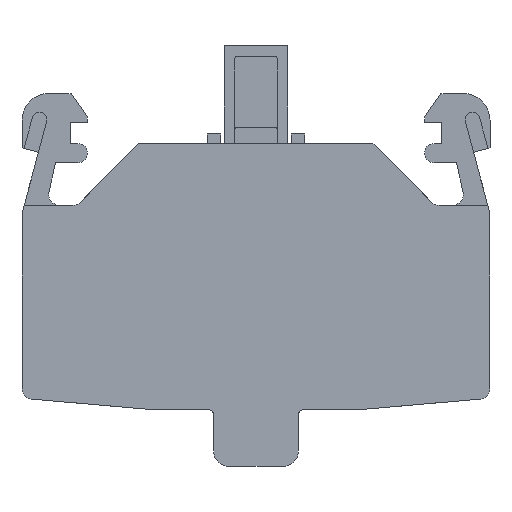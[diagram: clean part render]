
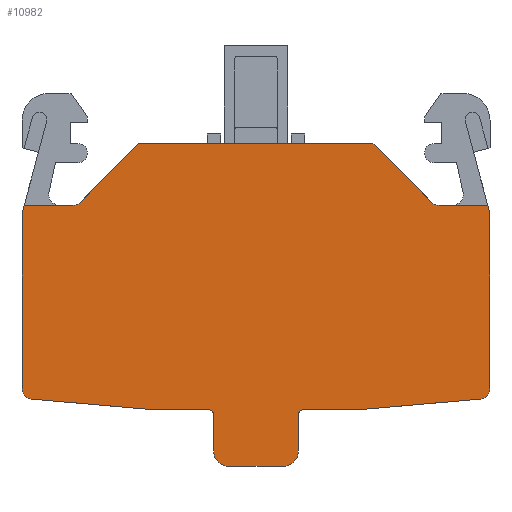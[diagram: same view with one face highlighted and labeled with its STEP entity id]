
A CAD part, front view. The second image highlights one B-rep face of the part: STEP entity #10982.
In plain terms, the highlighted planar face has unit normal (0, -1, 0).
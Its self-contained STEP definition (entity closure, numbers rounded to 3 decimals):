
#225=FACE_OUTER_BOUND('',#821,.T.);
#821=EDGE_LOOP('',(#7208,#7209,#7210,#7211,#7212,#7213,#7214,#7215,#7216,
#7217,#7218,#7219,#7220,#7221,#7222,#7223,#7224,#7225,#7226,#7227,#7228,
#7229,#7230,#7231));
#1447=CIRCLE('',#11610,1.);
#1448=CIRCLE('',#11611,0.5);
#1449=CIRCLE('',#11612,1.45);
#1450=CIRCLE('',#11613,1.45);
#1451=CIRCLE('',#11614,0.5);
#1452=CIRCLE('',#11615,1.);
#1453=CIRCLE('',#11616,1.);
#1454=CIRCLE('',#11617,1.);
#1666=LINE('',#15463,#3060);
#1667=LINE('',#15465,#3061);
#1668=LINE('',#15469,#3062);
#1669=LINE('',#15471,#3063);
#1670=LINE('',#15475,#3064);
#1671=LINE('',#15479,#3065);
#1672=LINE('',#15483,#3066);
#1673=LINE('',#15487,#3067);
#1674=LINE('',#15489,#3068);
#1675=LINE('',#15493,#3069);
#1676=LINE('',#15495,#3070);
#1677=LINE('',#15497,#3071);
#1678=LINE('',#15501,#3072);
#1679=LINE('',#15503,#3073);
#1680=LINE('',#15505,#3074);
#1681=LINE('',#15508,#3075);
#3060=VECTOR('',#12431,10.);
#3061=VECTOR('',#12432,10.);
#3062=VECTOR('',#12435,10.);
#3063=VECTOR('',#12436,10.);
#3064=VECTOR('',#12439,10.);
#3065=VECTOR('',#12442,10.);
#3066=VECTOR('',#12445,10.);
#3067=VECTOR('',#12448,10.);
#3068=VECTOR('',#12449,10.);
#3069=VECTOR('',#12452,10.);
#3070=VECTOR('',#12453,10.);
#3071=VECTOR('',#12454,10.);
#3072=VECTOR('',#12457,10.);
#3073=VECTOR('',#12458,10.);
#3074=VECTOR('',#12459,10.);
#3075=VECTOR('',#12462,10.);
#4454=VERTEX_POINT('',#15461);
#4455=VERTEX_POINT('',#15462);
#4456=VERTEX_POINT('',#15464);
#4457=VERTEX_POINT('',#15466);
#4458=VERTEX_POINT('',#15468);
#4459=VERTEX_POINT('',#15470);
#4460=VERTEX_POINT('',#15472);
#4461=VERTEX_POINT('',#15474);
#4462=VERTEX_POINT('',#15476);
#4463=VERTEX_POINT('',#15478);
#4464=VERTEX_POINT('',#15480);
#4465=VERTEX_POINT('',#15482);
#4466=VERTEX_POINT('',#15484);
#4467=VERTEX_POINT('',#15486);
#4468=VERTEX_POINT('',#15488);
#4469=VERTEX_POINT('',#15490);
#4470=VERTEX_POINT('',#15492);
#4471=VERTEX_POINT('',#15494);
#4472=VERTEX_POINT('',#15496);
#4473=VERTEX_POINT('',#15498);
#4474=VERTEX_POINT('',#15500);
#4475=VERTEX_POINT('',#15502);
#4476=VERTEX_POINT('',#15504);
#4477=VERTEX_POINT('',#15506);
#5554=EDGE_CURVE('',#4454,#4455,#1666,.T.);
#5555=EDGE_CURVE('',#4454,#4456,#1667,.T.);
#5556=EDGE_CURVE('',#4456,#4457,#1447,.T.);
#5557=EDGE_CURVE('',#4457,#4458,#1668,.T.);
#5558=EDGE_CURVE('',#4458,#4459,#1669,.T.);
#5559=EDGE_CURVE('',#4459,#4460,#1448,.T.);
#5560=EDGE_CURVE('',#4460,#4461,#1670,.T.);
#5561=EDGE_CURVE('',#4461,#4462,#1449,.T.);
#5562=EDGE_CURVE('',#4462,#4463,#1671,.T.);
#5563=EDGE_CURVE('',#4463,#4464,#1450,.T.);
#5564=EDGE_CURVE('',#4464,#4465,#1672,.T.);
#5565=EDGE_CURVE('',#4465,#4466,#1451,.T.);
#5566=EDGE_CURVE('',#4466,#4467,#1673,.T.);
#5567=EDGE_CURVE('',#4467,#4468,#1674,.T.);
#5568=EDGE_CURVE('',#4468,#4469,#1452,.T.);
#5569=EDGE_CURVE('',#4469,#4470,#1675,.T.);
#5570=EDGE_CURVE('',#4471,#4470,#1676,.T.);
#5571=EDGE_CURVE('',#4471,#4472,#1677,.T.);
#5572=EDGE_CURVE('',#4472,#4473,#1453,.T.);
#5573=EDGE_CURVE('',#4473,#4474,#1678,.T.);
#5574=EDGE_CURVE('',#4474,#4475,#1679,.T.);
#5575=EDGE_CURVE('',#4475,#4476,#1680,.T.);
#5576=EDGE_CURVE('',#4476,#4477,#1454,.T.);
#5577=EDGE_CURVE('',#4477,#4455,#1681,.T.);
#7208=ORIENTED_EDGE('',*,*,#5554,.F.);
#7209=ORIENTED_EDGE('',*,*,#5555,.T.);
#7210=ORIENTED_EDGE('',*,*,#5556,.T.);
#7211=ORIENTED_EDGE('',*,*,#5557,.T.);
#7212=ORIENTED_EDGE('',*,*,#5558,.T.);
#7213=ORIENTED_EDGE('',*,*,#5559,.T.);
#7214=ORIENTED_EDGE('',*,*,#5560,.T.);
#7215=ORIENTED_EDGE('',*,*,#5561,.T.);
#7216=ORIENTED_EDGE('',*,*,#5562,.T.);
#7217=ORIENTED_EDGE('',*,*,#5563,.T.);
#7218=ORIENTED_EDGE('',*,*,#5564,.T.);
#7219=ORIENTED_EDGE('',*,*,#5565,.T.);
#7220=ORIENTED_EDGE('',*,*,#5566,.T.);
#7221=ORIENTED_EDGE('',*,*,#5567,.T.);
#7222=ORIENTED_EDGE('',*,*,#5568,.T.);
#7223=ORIENTED_EDGE('',*,*,#5569,.T.);
#7224=ORIENTED_EDGE('',*,*,#5570,.F.);
#7225=ORIENTED_EDGE('',*,*,#5571,.T.);
#7226=ORIENTED_EDGE('',*,*,#5572,.T.);
#7227=ORIENTED_EDGE('',*,*,#5573,.T.);
#7228=ORIENTED_EDGE('',*,*,#5574,.T.);
#7229=ORIENTED_EDGE('',*,*,#5575,.T.);
#7230=ORIENTED_EDGE('',*,*,#5576,.T.);
#7231=ORIENTED_EDGE('',*,*,#5577,.T.);
#10516=PLANE('',#11609);
#10982=ADVANCED_FACE('',(#225),#10516,.F.);
#11609=AXIS2_PLACEMENT_3D('',#15460,#12429,#12430);
#11610=AXIS2_PLACEMENT_3D('',#15467,#12433,#12434);
#11611=AXIS2_PLACEMENT_3D('',#15473,#12437,#12438);
#11612=AXIS2_PLACEMENT_3D('',#15477,#12440,#12441);
#11613=AXIS2_PLACEMENT_3D('',#15481,#12443,#12444);
#11614=AXIS2_PLACEMENT_3D('',#15485,#12446,#12447);
#11615=AXIS2_PLACEMENT_3D('',#15491,#12450,#12451);
#11616=AXIS2_PLACEMENT_3D('',#15499,#12455,#12456);
#11617=AXIS2_PLACEMENT_3D('',#15507,#12460,#12461);
#12429=DIRECTION('center_axis',(0.,1.,0.));
#12430=DIRECTION('ref_axis',(-1.,0.,0.));
#12431=DIRECTION('',(0.259,0.,0.966));
#12432=DIRECTION('',(0.,0.,-1.));
#12433=DIRECTION('center_axis',(0.,-1.,0.));
#12434=DIRECTION('ref_axis',(0.087,0.,0.996));
#12435=DIRECTION('',(0.996,0.,-0.087));
#12436=DIRECTION('',(1.,0.,0.));
#12437=DIRECTION('center_axis',(0.,1.,0.));
#12438=DIRECTION('ref_axis',(0.,0.,
1.));
#12439=DIRECTION('',(0.,0.,-1.));
#12440=DIRECTION('center_axis',(0.,-1.,0.));
#12441=DIRECTION('ref_axis',(0.,0.,
1.));
#12442=DIRECTION('',(1.,0.,0.));
#12443=DIRECTION('center_axis',(0.,-1.,0.));
#12444=DIRECTION('ref_axis',(-1.,0.,0.));
#12445=DIRECTION('',(0.,0.,1.));
#12446=DIRECTION('center_axis',(0.,1.,0.));
#12447=DIRECTION('ref_axis',(-1.,0.,0.));
#12448=DIRECTION('',(1.,0.,0.));
#12449=DIRECTION('',(0.996,0.,0.087));
#12450=DIRECTION('center_axis',(0.,-1.,0.));
#12451=DIRECTION('ref_axis',(-1.,0.,0.));
#12452=DIRECTION('',(0.,0.,1.));
#12453=DIRECTION('',(0.259,0.,-0.966));
#12454=DIRECTION('',(-1.,0.,0.));
#12455=DIRECTION('center_axis',(0.,1.,0.));
#12456=DIRECTION('ref_axis',(0.,0.,
-1.));
#12457=DIRECTION('',(-0.707,0.,0.707));
#12458=DIRECTION('',(-1.,0.,0.));
#12459=DIRECTION('',(-0.707,0.,-0.707));
#12460=DIRECTION('center_axis',(0.,1.,0.));
#12461=DIRECTION('ref_axis',(0.707,0.,-0.707));
#12462=DIRECTION('',(-1.,0.,0.));
#15460=CARTESIAN_POINT('Origin',(0.,-5.05,-1.801));
#15461=CARTESIAN_POINT('',(-22.,-5.05,6.225));
#15462=CARTESIAN_POINT('',(-21.786,-5.05,7.025));
#15463=CARTESIAN_POINT('',(-22.213,-5.05,5.431));
#15464=CARTESIAN_POINT('',(-22.,-5.05,-10.209));
#15465=CARTESIAN_POINT('',(-22.,-5.05,7.025));
#15466=CARTESIAN_POINT('',(-21.087,-5.05,-11.205));
#15467=CARTESIAN_POINT('Origin',(-21.,-5.05,-10.209));
#15468=CARTESIAN_POINT('',(-10.,-5.05,-12.175));
#15469=CARTESIAN_POINT('',(-21.087,-5.05,-11.205));
#15470=CARTESIAN_POINT('',(-4.5,-5.05,-12.175));
#15471=CARTESIAN_POINT('',(-10.,-5.05,-12.175));
#15472=CARTESIAN_POINT('',(-4.,-5.05,-12.675));
#15473=CARTESIAN_POINT('Origin',(-4.5,-5.05,-12.675));
#15474=CARTESIAN_POINT('',(-4.,-5.05,-16.075));
#15475=CARTESIAN_POINT('',(-4.,-5.05,-12.675));
#15476=CARTESIAN_POINT('',(-2.55,-5.05,-17.525));
#15477=CARTESIAN_POINT('Origin',(-2.55,-5.05,-16.075));
#15478=CARTESIAN_POINT('',(2.55,-5.05,-17.525));
#15479=CARTESIAN_POINT('',(-2.55,-5.05,-17.525));
#15480=CARTESIAN_POINT('',(4.,-5.05,-16.075));
#15481=CARTESIAN_POINT('Origin',(2.55,-5.05,-16.075));
#15482=CARTESIAN_POINT('',(4.,-5.05,-12.675));
#15483=CARTESIAN_POINT('',(4.,-5.05,-16.075));
#15484=CARTESIAN_POINT('',(4.5,-5.05,-12.175));
#15485=CARTESIAN_POINT('Origin',(4.5,-5.05,-12.675));
#15486=CARTESIAN_POINT('',(10.,-5.05,-12.175));
#15487=CARTESIAN_POINT('',(4.5,-5.05,-12.175));
#15488=CARTESIAN_POINT('',(21.087,-5.05,-11.205));
#15489=CARTESIAN_POINT('',(10.,-5.05,-12.175));
#15490=CARTESIAN_POINT('',(22.,-5.05,-10.209));
#15491=CARTESIAN_POINT('Origin',(21.,-5.05,-10.209));
#15492=CARTESIAN_POINT('',(22.,-5.05,6.225));
#15493=CARTESIAN_POINT('',(22.,-5.05,-10.209));
#15494=CARTESIAN_POINT('',(21.786,-5.05,7.025));
#15495=CARTESIAN_POINT('',(22.213,-5.05,5.431));
#15496=CARTESIAN_POINT('',(17.214,-5.05,7.025));
#15497=CARTESIAN_POINT('',(22.,-5.05,7.025));
#15498=CARTESIAN_POINT('',(16.507,-5.05,7.318));
#15499=CARTESIAN_POINT('Origin',(17.214,-5.05,8.025));
#15500=CARTESIAN_POINT('',(11.,-5.05,12.825));
#15501=CARTESIAN_POINT('',(16.507,-5.05,7.318));
#15502=CARTESIAN_POINT('',(-11.,-5.05,12.825));
#15503=CARTESIAN_POINT('',(11.,-5.05,12.825));
#15504=CARTESIAN_POINT('',(-16.507,-5.05,7.318));
#15505=CARTESIAN_POINT('',(-11.,-5.05,12.825));
#15506=CARTESIAN_POINT('',(-17.214,-5.05,7.025));
#15507=CARTESIAN_POINT('Origin',(-17.214,-5.05,8.025));
#15508=CARTESIAN_POINT('',(-17.214,-5.05,7.025));
